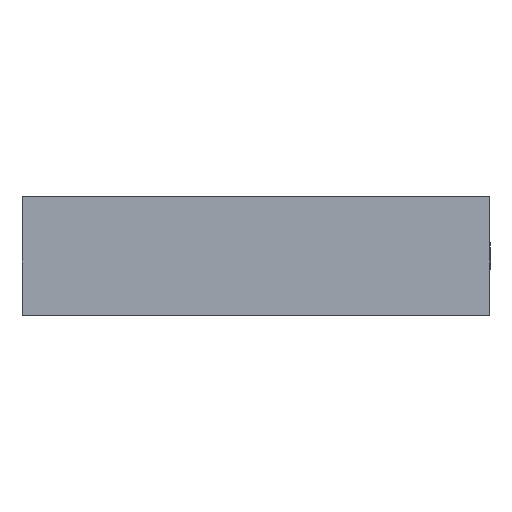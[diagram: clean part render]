
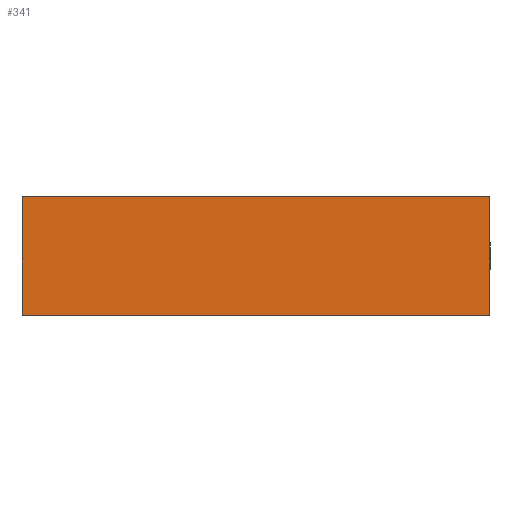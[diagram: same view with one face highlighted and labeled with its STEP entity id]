
A CAD part, top view. The second image highlights one B-rep face of the part: STEP entity #341.
In plain terms, the highlighted planar face has unit normal (0, 0, 1).
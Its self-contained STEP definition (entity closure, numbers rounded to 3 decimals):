
#7 = EDGE_CURVE ( 'NONE', #385, #228, #465, .T. ) ;
#62 = ORIENTED_EDGE ( 'NONE', *, *, #916, .T. ) ;
#80 = EDGE_LOOP ( 'NONE', ( #509, #62, #290, #946 ) ) ;
#89 = DIRECTION ( 'NONE',  ( 0., 0., -1. ) ) ;
#138 = VERTEX_POINT ( 'NONE', #435 ) ;
#143 = DIRECTION ( 'NONE',  ( 0., -1., 0. ) ) ;
#177 = DIRECTION ( 'NONE',  ( 1., 0., 0. ) ) ;
#188 = CARTESIAN_POINT ( 'NONE',  ( -200., 41.5, 0. ) ) ;
#209 = VECTOR ( 'NONE', #1034, 1000. ) ;
#228 = VERTEX_POINT ( 'NONE', #423 ) ;
#229 = VECTOR ( 'NONE', #1057, 1000. ) ;
#279 = LINE ( 'NONE', #1042, #516 ) ;
#290 = ORIENTED_EDGE ( 'NONE', *, *, #292, .F. ) ;
#292 = EDGE_CURVE ( 'NONE', #804, #138, #531, .T. ) ;
#312 = CARTESIAN_POINT ( 'NONE',  ( 200.8, 61.431, 0. ) ) ;
#341 = ADVANCED_FACE ( 'NONE', ( #818 ), #775, .F. ) ;
#355 = CARTESIAN_POINT ( 'NONE',  ( -200.8, 61.431, 0. ) ) ;
#385 = VERTEX_POINT ( 'NONE', #835 ) ;
#423 = CARTESIAN_POINT ( 'NONE',  ( -200.8, -41.5, 0. ) ) ;
#435 = CARTESIAN_POINT ( 'NONE',  ( 200.8, -41.5, 0. ) ) ;
#465 = LINE ( 'NONE', #355, #851 ) ;
#483 = CARTESIAN_POINT ( 'NONE',  ( -200., 60.3, 0. ) ) ;
#502 = CARTESIAN_POINT ( 'NONE',  ( 200.8, 60.3, 0. ) ) ;
#509 = ORIENTED_EDGE ( 'NONE', *, *, #7, .T. ) ;
#516 = VECTOR ( 'NONE', #177, 1000. ) ;
#531 = LINE ( 'NONE', #312, #229 ) ;
#549 = EDGE_CURVE ( 'NONE', #385, #804, #1040, .T. ) ;
#635 = DIRECTION ( 'NONE',  ( -1., 0., 0. ) ) ;
#690 = AXIS2_PLACEMENT_3D ( 'NONE', #188, #89, #635 ) ;
#775 = PLANE ( 'NONE',  #690 ) ;
#804 = VERTEX_POINT ( 'NONE', #502 ) ;
#818 = FACE_OUTER_BOUND ( 'NONE', #80, .T. ) ;
#835 = CARTESIAN_POINT ( 'NONE',  ( -200.8, 60.3, 0. ) ) ;
#851 = VECTOR ( 'NONE', #143, 1000. ) ;
#916 = EDGE_CURVE ( 'NONE', #228, #138, #279, .T. ) ;
#946 = ORIENTED_EDGE ( 'NONE', *, *, #549, .F. ) ;
#1034 = DIRECTION ( 'NONE',  ( 1., 0., 0. ) ) ;
#1040 = LINE ( 'NONE', #483, #209 ) ;
#1042 = CARTESIAN_POINT ( 'NONE',  ( -200., -41.5, 0. ) ) ;
#1057 = DIRECTION ( 'NONE',  ( 0., -1., 0. ) ) ;
